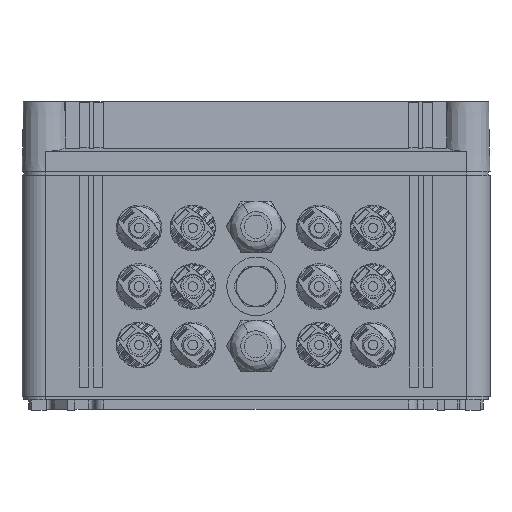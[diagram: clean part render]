
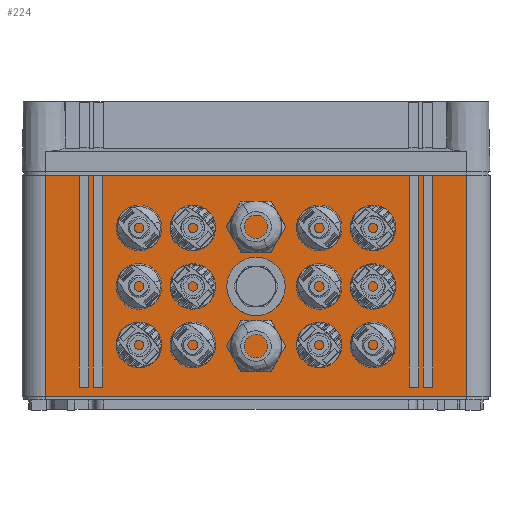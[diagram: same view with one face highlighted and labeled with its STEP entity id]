
A CAD part, front view. The second image highlights one B-rep face of the part: STEP entity #224.
In plain terms, the highlighted planar face has unit normal (0, -1, 0).
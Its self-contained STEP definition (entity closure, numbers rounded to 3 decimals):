
#34=AXIS2_PLACEMENT_3D('Plane Axis2P3D',#31,#32,#33) ;
#72=AXIS2_PLACEMENT_3D('Circle Axis2P3D',#70,#71,$) ;
#81=AXIS2_PLACEMENT_3D('Circle Axis2P3D',#79,#80,$) ;
#31=CARTESIAN_POINT('Axis2P3D Location',(190.,39.25,106.)) ;
#36=CARTESIAN_POINT('Line Origine',(10.,39.25,53.25)) ;
#40=CARTESIAN_POINT('Vertex',(10.,39.25,100.5)) ;
#42=CARTESIAN_POINT('Vertex',(10.,39.25,6.)) ;
#45=CARTESIAN_POINT('Line Origine',(100.,39.25,6.)) ;
#49=CARTESIAN_POINT('Vertex',(190.,39.25,6.)) ;
#52=CARTESIAN_POINT('Line Origine',(190.,39.25,53.25)) ;
#56=CARTESIAN_POINT('Vertex',(190.,39.25,100.5)) ;
#59=CARTESIAN_POINT('Line Origine',(100.,39.25,100.5)) ;
#70=CARTESIAN_POINT('Axis2P3D Location',(100.,39.25,53.)) ;
#74=CARTESIAN_POINT('Vertex',(87.5,39.25,53.)) ;
#76=CARTESIAN_POINT('Vertex',(112.5,39.25,53.)) ;
#79=CARTESIAN_POINT('Axis2P3D Location',(100.,39.25,53.)) ;
#88=CARTESIAN_POINT('Line Origine',(165.5,39.25,55.178)) ;
#92=CARTESIAN_POINT('Vertex',(165.5,39.25,100.356)) ;
#94=CARTESIAN_POINT('Vertex',(165.5,39.25,10.)) ;
#97=CARTESIAN_POINT('Line Origine',(167.5,39.25,100.356)) ;
#101=CARTESIAN_POINT('Vertex',(169.5,39.25,100.356)) ;
#104=CARTESIAN_POINT('Line Origine',(169.5,39.25,55.178)) ;
#108=CARTESIAN_POINT('Vertex',(169.5,39.25,10.)) ;
#111=CARTESIAN_POINT('Line Origine',(167.5,39.25,10.)) ;
#122=CARTESIAN_POINT('Line Origine',(171.5,39.25,55.178)) ;
#126=CARTESIAN_POINT('Vertex',(171.5,39.25,100.356)) ;
#128=CARTESIAN_POINT('Vertex',(171.5,39.25,10.)) ;
#131=CARTESIAN_POINT('Line Origine',(173.5,39.25,100.356)) ;
#135=CARTESIAN_POINT('Vertex',(175.5,39.25,100.356)) ;
#138=CARTESIAN_POINT('Line Origine',(175.5,39.25,55.178)) ;
#142=CARTESIAN_POINT('Vertex',(175.5,39.25,10.)) ;
#145=CARTESIAN_POINT('Line Origine',(173.5,39.25,10.)) ;
#156=CARTESIAN_POINT('Line Origine',(24.5,39.25,55.178)) ;
#160=CARTESIAN_POINT('Vertex',(24.5,39.25,100.356)) ;
#162=CARTESIAN_POINT('Vertex',(24.5,39.25,10.)) ;
#165=CARTESIAN_POINT('Line Origine',(26.5,39.25,100.356)) ;
#169=CARTESIAN_POINT('Vertex',(28.5,39.25,100.356)) ;
#172=CARTESIAN_POINT('Line Origine',(28.5,39.25,55.178)) ;
#176=CARTESIAN_POINT('Vertex',(28.5,39.25,10.)) ;
#179=CARTESIAN_POINT('Line Origine',(26.5,39.25,10.)) ;
#190=CARTESIAN_POINT('Line Origine',(30.5,39.25,55.178)) ;
#194=CARTESIAN_POINT('Vertex',(30.5,39.25,100.356)) ;
#196=CARTESIAN_POINT('Vertex',(30.5,39.25,10.)) ;
#199=CARTESIAN_POINT('Line Origine',(32.5,39.25,100.356)) ;
#203=CARTESIAN_POINT('Vertex',(34.5,39.25,100.356)) ;
#206=CARTESIAN_POINT('Line Origine',(34.5,39.25,55.178)) ;
#210=CARTESIAN_POINT('Vertex',(34.5,39.25,10.)) ;
#213=CARTESIAN_POINT('Line Origine',(32.5,39.25,10.)) ;
#32=DIRECTION('Axis2P3D Direction',(0.,-1.,0.)) ;
#33=DIRECTION('Axis2P3D XDirection',(-1.,0.,0.)) ;
#37=DIRECTION('Vector Direction',(0.,0.,-1.)) ;
#46=DIRECTION('Vector Direction',(-1.,0.,0.)) ;
#53=DIRECTION('Vector Direction',(0.,0.,-1.)) ;
#60=DIRECTION('Vector Direction',(-1.,0.,0.)) ;
#71=DIRECTION('Axis2P3D Direction',(0.,-1.,0.)) ;
#80=DIRECTION('Axis2P3D Direction',(0.,-1.,0.)) ;
#89=DIRECTION('Vector Direction',(0.,0.,-1.)) ;
#98=DIRECTION('Vector Direction',(-1.,0.,0.)) ;
#105=DIRECTION('Vector Direction',(0.,0.,1.)) ;
#112=DIRECTION('Vector Direction',(-1.,0.,0.)) ;
#123=DIRECTION('Vector Direction',(0.,0.,-1.)) ;
#132=DIRECTION('Vector Direction',(-1.,0.,0.)) ;
#139=DIRECTION('Vector Direction',(0.,0.,1.)) ;
#146=DIRECTION('Vector Direction',(-1.,0.,0.)) ;
#157=DIRECTION('Vector Direction',(0.,0.,-1.)) ;
#166=DIRECTION('Vector Direction',(-1.,0.,0.)) ;
#173=DIRECTION('Vector Direction',(0.,0.,1.)) ;
#180=DIRECTION('Vector Direction',(-1.,0.,0.)) ;
#191=DIRECTION('Vector Direction',(0.,0.,-1.)) ;
#200=DIRECTION('Vector Direction',(-1.,0.,0.)) ;
#207=DIRECTION('Vector Direction',(0.,0.,1.)) ;
#214=DIRECTION('Vector Direction',(-1.,0.,0.)) ;
#38=VECTOR('Line Direction',#37,1.) ;
#47=VECTOR('Line Direction',#46,1.) ;
#54=VECTOR('Line Direction',#53,1.) ;
#61=VECTOR('Line Direction',#60,1.) ;
#90=VECTOR('Line Direction',#89,1.) ;
#99=VECTOR('Line Direction',#98,1.) ;
#106=VECTOR('Line Direction',#105,1.) ;
#113=VECTOR('Line Direction',#112,1.) ;
#124=VECTOR('Line Direction',#123,1.) ;
#133=VECTOR('Line Direction',#132,1.) ;
#140=VECTOR('Line Direction',#139,1.) ;
#147=VECTOR('Line Direction',#146,1.) ;
#158=VECTOR('Line Direction',#157,1.) ;
#167=VECTOR('Line Direction',#166,1.) ;
#174=VECTOR('Line Direction',#173,1.) ;
#181=VECTOR('Line Direction',#180,1.) ;
#192=VECTOR('Line Direction',#191,1.) ;
#201=VECTOR('Line Direction',#200,1.) ;
#208=VECTOR('Line Direction',#207,1.) ;
#215=VECTOR('Line Direction',#214,1.) ;
#65=ORIENTED_EDGE('',*,*,#44,.T.) ;
#66=ORIENTED_EDGE('',*,*,#51,.F.) ;
#67=ORIENTED_EDGE('',*,*,#58,.F.) ;
#68=ORIENTED_EDGE('',*,*,#63,.F.) ;
#85=ORIENTED_EDGE('',*,*,#78,.F.) ;
#86=ORIENTED_EDGE('',*,*,#83,.F.) ;
#117=ORIENTED_EDGE('',*,*,#96,.F.) ;
#118=ORIENTED_EDGE('',*,*,#103,.F.) ;
#119=ORIENTED_EDGE('',*,*,#110,.F.) ;
#120=ORIENTED_EDGE('',*,*,#115,.T.) ;
#151=ORIENTED_EDGE('',*,*,#130,.F.) ;
#152=ORIENTED_EDGE('',*,*,#137,.F.) ;
#153=ORIENTED_EDGE('',*,*,#144,.F.) ;
#154=ORIENTED_EDGE('',*,*,#149,.T.) ;
#185=ORIENTED_EDGE('',*,*,#164,.F.) ;
#186=ORIENTED_EDGE('',*,*,#171,.F.) ;
#187=ORIENTED_EDGE('',*,*,#178,.F.) ;
#188=ORIENTED_EDGE('',*,*,#183,.T.) ;
#219=ORIENTED_EDGE('',*,*,#198,.F.) ;
#220=ORIENTED_EDGE('',*,*,#205,.F.) ;
#221=ORIENTED_EDGE('',*,*,#212,.F.) ;
#222=ORIENTED_EDGE('',*,*,#217,.T.) ;
#87=FACE_BOUND('',#84,.T.) ;
#121=FACE_BOUND('',#116,.T.) ;
#155=FACE_BOUND('',#150,.T.) ;
#189=FACE_BOUND('',#184,.T.) ;
#223=FACE_BOUND('',#218,.T.) ;
#224=ADVANCED_FACE('GEHAEUSEUNTERTEIL',(#69,#87,#121,#155,#189,#223),#35,.T.) ;
#73=CIRCLE('generated circle',#72,12.5) ;
#82=CIRCLE('generated circle',#81,12.5) ;
#44=EDGE_CURVE('',#41,#43,#39,.T.) ;
#51=EDGE_CURVE('',#50,#43,#48,.T.) ;
#58=EDGE_CURVE('',#57,#50,#55,.T.) ;
#63=EDGE_CURVE('',#41,#57,#62,.F.) ;
#78=EDGE_CURVE('',#75,#77,#73,.T.) ;
#83=EDGE_CURVE('',#77,#75,#82,.T.) ;
#96=EDGE_CURVE('',#93,#95,#91,.T.) ;
#103=EDGE_CURVE('',#102,#93,#100,.T.) ;
#110=EDGE_CURVE('',#109,#102,#107,.T.) ;
#115=EDGE_CURVE('',#109,#95,#114,.T.) ;
#130=EDGE_CURVE('',#127,#129,#125,.T.) ;
#137=EDGE_CURVE('',#136,#127,#134,.T.) ;
#144=EDGE_CURVE('',#143,#136,#141,.T.) ;
#149=EDGE_CURVE('',#143,#129,#148,.T.) ;
#164=EDGE_CURVE('',#161,#163,#159,.T.) ;
#171=EDGE_CURVE('',#170,#161,#168,.T.) ;
#178=EDGE_CURVE('',#177,#170,#175,.T.) ;
#183=EDGE_CURVE('',#177,#163,#182,.T.) ;
#198=EDGE_CURVE('',#195,#197,#193,.T.) ;
#205=EDGE_CURVE('',#204,#195,#202,.T.) ;
#212=EDGE_CURVE('',#211,#204,#209,.T.) ;
#217=EDGE_CURVE('',#211,#197,#216,.T.) ;
#64=EDGE_LOOP('',(#65,#66,#67,#68)) ;
#84=EDGE_LOOP('',(#85,#86)) ;
#116=EDGE_LOOP('',(#117,#118,#119,#120)) ;
#150=EDGE_LOOP('',(#151,#152,#153,#154)) ;
#184=EDGE_LOOP('',(#185,#186,#187,#188)) ;
#218=EDGE_LOOP('',(#219,#220,#221,#222)) ;
#69=FACE_OUTER_BOUND('',#64,.T.) ;
#39=LINE('Line',#36,#38) ;
#48=LINE('Line',#45,#47) ;
#55=LINE('Line',#52,#54) ;
#62=LINE('Line',#59,#61) ;
#91=LINE('Line',#88,#90) ;
#100=LINE('Line',#97,#99) ;
#107=LINE('Line',#104,#106) ;
#114=LINE('Line',#111,#113) ;
#125=LINE('Line',#122,#124) ;
#134=LINE('Line',#131,#133) ;
#141=LINE('Line',#138,#140) ;
#148=LINE('Line',#145,#147) ;
#159=LINE('Line',#156,#158) ;
#168=LINE('Line',#165,#167) ;
#175=LINE('Line',#172,#174) ;
#182=LINE('Line',#179,#181) ;
#193=LINE('Line',#190,#192) ;
#202=LINE('Line',#199,#201) ;
#209=LINE('Line',#206,#208) ;
#216=LINE('Line',#213,#215) ;
#35=PLANE('',#34) ;
#41=VERTEX_POINT('',#40) ;
#43=VERTEX_POINT('',#42) ;
#50=VERTEX_POINT('',#49) ;
#57=VERTEX_POINT('',#56) ;
#75=VERTEX_POINT('',#74) ;
#77=VERTEX_POINT('',#76) ;
#93=VERTEX_POINT('',#92) ;
#95=VERTEX_POINT('',#94) ;
#102=VERTEX_POINT('',#101) ;
#109=VERTEX_POINT('',#108) ;
#127=VERTEX_POINT('',#126) ;
#129=VERTEX_POINT('',#128) ;
#136=VERTEX_POINT('',#135) ;
#143=VERTEX_POINT('',#142) ;
#161=VERTEX_POINT('',#160) ;
#163=VERTEX_POINT('',#162) ;
#170=VERTEX_POINT('',#169) ;
#177=VERTEX_POINT('',#176) ;
#195=VERTEX_POINT('',#194) ;
#197=VERTEX_POINT('',#196) ;
#204=VERTEX_POINT('',#203) ;
#211=VERTEX_POINT('',#210) ;
